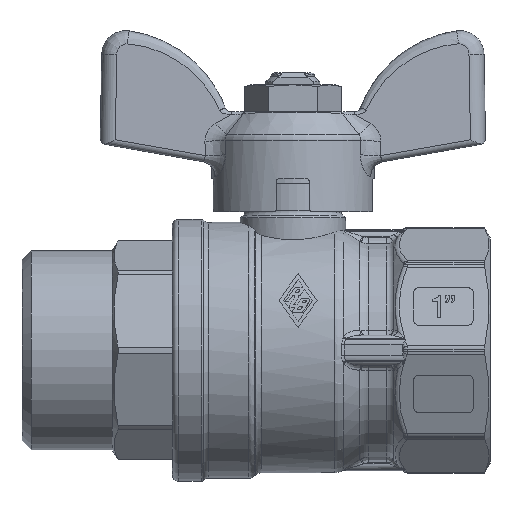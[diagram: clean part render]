
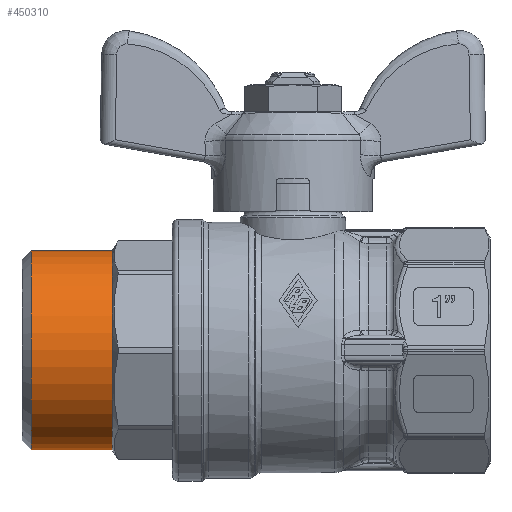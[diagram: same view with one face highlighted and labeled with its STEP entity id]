
A CAD part, top view. The second image highlights one B-rep face of the part: STEP entity #450310.
In plain terms, the highlighted cylindrical face has radius 16.55 mm (diameter 33.1 mm), a partial arc.
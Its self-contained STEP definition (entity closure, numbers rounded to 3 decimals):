
#449690=CARTESIAN_POINT('',(43.497,-16.55,
0.));
#449700=VERTEX_POINT('',#449690);
#449730=CARTESIAN_POINT('',(43.497,0.,0.));
#449740=DIRECTION('',(1.,0.,0.));
#449750=DIRECTION('',(0.,-1.,0.));
#449760=AXIS2_PLACEMENT_3D('',#449730,#449740,#449750);
#449770=CIRCLE('',#449760,16.55);
#449780=CARTESIAN_POINT('',(43.497,16.55,0.));
#449790=VERTEX_POINT('',#449780);
#449990=CARTESIAN_POINT('',(36.748,0.,0.));
#450000=DIRECTION('',(1.,0.,0.));
#450010=DIRECTION('',(0.,-1.,0.));
#450020=AXIS2_PLACEMENT_3D('',#449990,#450000,#450010);
#450030=CYLINDRICAL_SURFACE('',#450020,16.55);
#450040=CARTESIAN_POINT('',(36.748,16.55,
0.));
#450050=DIRECTION('',(1.,0.,0.));
#450060=VECTOR('',#450050,1.);
#450070=LINE('',#450040,#450060);
#450080=CARTESIAN_POINT('',(30.,16.55,0.))
;
#450090=VERTEX_POINT('',#450080);
#450100=EDGE_CURVE('',#450090,#449790,#450070,.T.);
#450110=ORIENTED_EDGE('',*,*,#450100,.T.);
#450120=CARTESIAN_POINT('',(30.,0.,0.));
#450130=DIRECTION('',(-1.,0.,0.));
#450140=DIRECTION('',(0.,1.,0.));
#450150=AXIS2_PLACEMENT_3D('',#450120,#450130,#450140);
#450160=CIRCLE('',#450150,16.55);
#450170=CARTESIAN_POINT('',(30.,-16.55,0.));
#450180=VERTEX_POINT('',#450170);
#450190=EDGE_CURVE('',#450090,#450180,#450160,.T.);
#450200=ORIENTED_EDGE('',*,*,#450190,.F.);
#450210=CARTESIAN_POINT('',(36.748,-16.55,0.));
#450220=DIRECTION('',(1.,0.,0.));
#450230=VECTOR('',#450220,1.);
#450240=LINE('',#450210,#450230);
#450250=EDGE_CURVE('',#450180,#449700,#450240,.T.);
#450260=ORIENTED_EDGE('',*,*,#450250,.F.);
#450270=EDGE_CURVE('',#449700,#449790,#449770,.T.);
#450280=ORIENTED_EDGE('',*,*,#450270,.F.);
#450290=EDGE_LOOP('',(#450280,#450260,#450200,#450110));
#450300=FACE_OUTER_BOUND('',#450290,.T.);
#450310=ADVANCED_FACE('',(#450300),#450030,.T.);
